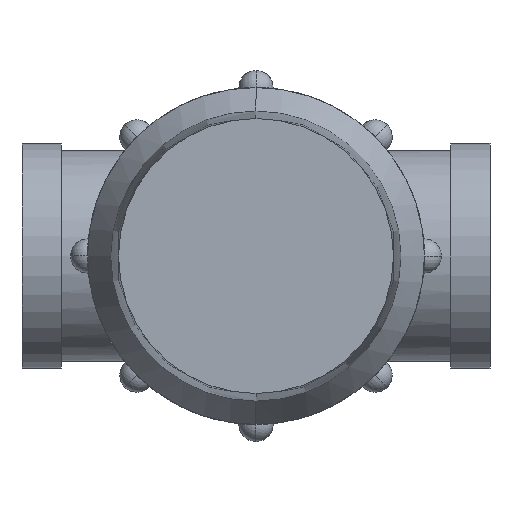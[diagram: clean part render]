
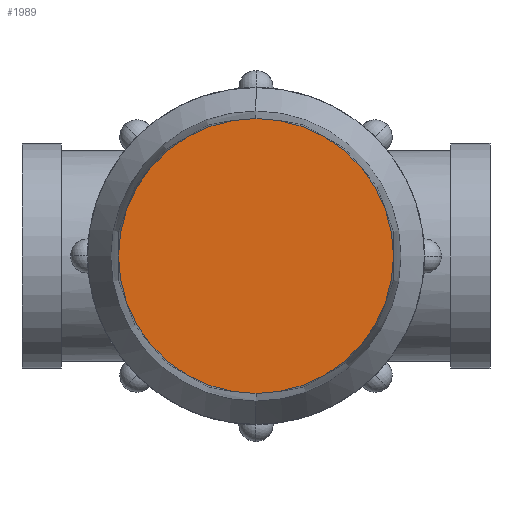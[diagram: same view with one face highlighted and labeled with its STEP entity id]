
A CAD part, front view. The second image highlights one B-rep face of the part: STEP entity #1989.
In plain terms, the highlighted planar face has unit normal (0, -1, 0).
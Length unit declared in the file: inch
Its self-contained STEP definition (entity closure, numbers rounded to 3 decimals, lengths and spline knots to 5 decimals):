
#1122 = CARTESIAN_POINT ( 'NONE',  ( 0., -4.26, 1.48951 ) ) ;
#1140 = CARTESIAN_POINT ( 'NONE',  ( 0., -4.26, -1.48951 ) ) ;
#1159 = DIRECTION ( 'NONE',  ( 0., 0., 1. ) ) ;
#1160 = DIRECTION ( 'NONE',  ( 0., 1., 0. ) ) ;
#1161 = CARTESIAN_POINT ( 'NONE',  ( 0., -4.26, 0. ) ) ;
#1162 = AXIS2_PLACEMENT_3D ( 'NONE', #1161, #1160, #1159 ) ;
#1163 = CIRCLE ( 'NONE', #1162, 1.48951 ) ;
#1172 = CIRCLE ( 'NONE', #1230, 1.48951 ) ;
#1220 = DIRECTION ( 'NONE',  ( 0., 0., 1. ) ) ;
#1221 = DIRECTION ( 'NONE',  ( 0., 1., 0. ) ) ;
#1222 = AXIS2_PLACEMENT_3D ( 'NONE', #1224, #1221, #1220 ) ;
#1224 = CARTESIAN_POINT ( 'NONE',  ( 0., -4.26, 0. ) ) ;
#1225 = PLANE ( 'NONE',  #1222 ) ;
#1226 = FACE_OUTER_BOUND ( 'NONE', #1990, .T. ) ;
#1227 = DIRECTION ( 'NONE',  ( 0., 0., 1. ) ) ;
#1228 = DIRECTION ( 'NONE',  ( 0., 1., 0. ) ) ;
#1229 = CARTESIAN_POINT ( 'NONE',  ( 0., -4.26, 0. ) ) ;
#1230 = AXIS2_PLACEMENT_3D ( 'NONE', #1229, #1228, #1227 ) ;
#1934 = VERTEX_POINT ( 'NONE', #1140 ) ;
#1945 = VERTEX_POINT ( 'NONE', #1122 ) ;
#1953 = EDGE_CURVE ( 'NONE', #1934, #1945, #1163, .T. ) ;
#1986 = EDGE_CURVE ( 'NONE', #1945, #1934, #1172, .T. ) ;
#1989 = ADVANCED_FACE ( 'NONE', ( #1226 ), #1225, .F. ) ;
#1990 = EDGE_LOOP ( 'NONE', ( #1991, #1992 ) ) ;
#1991 = ORIENTED_EDGE ( 'NONE', *, *, #1953, .F. ) ;
#1992 = ORIENTED_EDGE ( 'NONE', *, *, #1986, .F. ) ;
